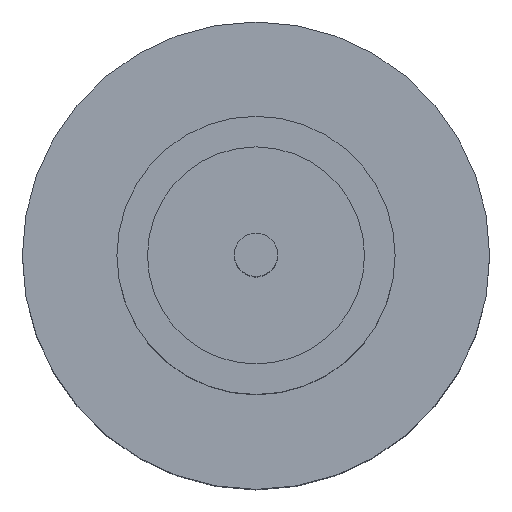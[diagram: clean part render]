
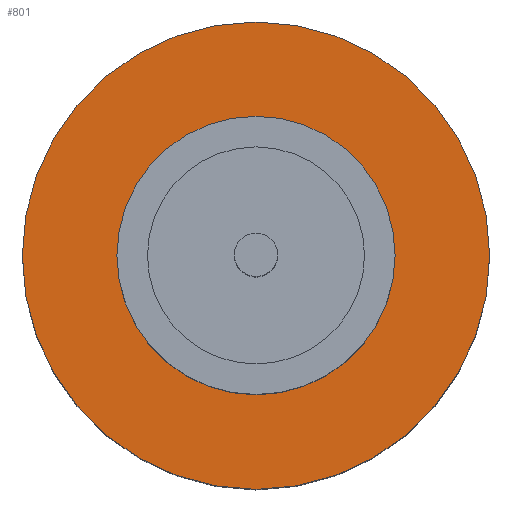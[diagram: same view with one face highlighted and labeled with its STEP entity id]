
A CAD part, top view. The second image highlights one B-rep face of the part: STEP entity #801.
In plain terms, the highlighted planar face has unit normal (0, 0, 1).
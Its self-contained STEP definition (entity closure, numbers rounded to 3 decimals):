
#3 = ORIENTED_EDGE ( 'NONE', *, *, #902, .T. ) ;
#5 = PLANE ( 'NONE',  #609 ) ;
#13 = CIRCLE ( 'NONE', #402, 2.1 ) ;
#42 = ORIENTED_EDGE ( 'NONE', *, *, #385, .F. ) ;
#59 = ORIENTED_EDGE ( 'NONE', *, *, #428, .T. ) ;
#113 = DIRECTION ( 'NONE',  ( 1., 0., 0. ) ) ;
#119 = DIRECTION ( 'NONE',  ( 1., 0., 0. ) ) ;
#120 = AXIS2_PLACEMENT_3D ( 'NONE', #485, #410, #479 ) ;
#169 = DIRECTION ( 'NONE',  ( 1., 0., 0. ) ) ;
#177 = EDGE_CURVE ( 'NONE', #601, #745, #856, .T. ) ;
#255 = CIRCLE ( 'NONE', #285, 2.1 ) ;
#271 = DIRECTION ( 'NONE',  ( 0., 0., 1. ) ) ;
#285 = AXIS2_PLACEMENT_3D ( 'NONE', #497, #271, #119 ) ;
#328 = DIRECTION ( 'NONE',  ( 1., 0., 0. ) ) ;
#385 = EDGE_CURVE ( 'NONE', #745, #601, #780, .T. ) ;
#402 = AXIS2_PLACEMENT_3D ( 'NONE', #850, #555, #113 ) ;
#410 = DIRECTION ( 'NONE',  ( 0., 0., 1. ) ) ;
#428 = EDGE_CURVE ( 'NONE', #870, #572, #255, .T. ) ;
#458 = EDGE_LOOP ( 'NONE', ( #59, #3 ) ) ;
#479 = DIRECTION ( 'NONE',  ( 1., 0., 0. ) ) ;
#485 = CARTESIAN_POINT ( 'NONE',  ( 0., 0., 1.55 ) ) ;
#487 = DIRECTION ( 'NONE',  ( 0., 0., 1. ) ) ;
#490 = AXIS2_PLACEMENT_3D ( 'NONE', #683, #541, #169 ) ;
#497 = CARTESIAN_POINT ( 'NONE',  ( 0., 0., 1.55 ) ) ;
#524 = CARTESIAN_POINT ( 'NONE',  ( 0., 0., 1.55 ) ) ;
#533 = FACE_BOUND ( 'NONE', #591, .T. ) ;
#541 = DIRECTION ( 'NONE',  ( 0., 0., 1. ) ) ;
#555 = DIRECTION ( 'NONE',  ( 0., 0., 1. ) ) ;
#572 = VERTEX_POINT ( 'NONE', #950 ) ;
#591 = EDGE_LOOP ( 'NONE', ( #42, #951 ) ) ;
#601 = VERTEX_POINT ( 'NONE', #724 ) ;
#602 = CARTESIAN_POINT ( 'NONE',  ( -2.1, 0., 1.55 ) ) ;
#609 = AXIS2_PLACEMENT_3D ( 'NONE', #524, #487, #328 ) ;
#683 = CARTESIAN_POINT ( 'NONE',  ( 0., 0., 1.55 ) ) ;
#724 = CARTESIAN_POINT ( 'NONE',  ( -1.25, 0., 1.55 ) ) ;
#745 = VERTEX_POINT ( 'NONE', #825 ) ;
#780 = CIRCLE ( 'NONE', #120, 1.25 ) ;
#801 = ADVANCED_FACE ( 'NONE', ( #533, #943 ), #5, .T. ) ;
#825 = CARTESIAN_POINT ( 'NONE',  ( 1.25, 0., 1.55 ) ) ;
#850 = CARTESIAN_POINT ( 'NONE',  ( 0., 0., 1.55 ) ) ;
#856 = CIRCLE ( 'NONE', #490, 1.25 ) ;
#870 = VERTEX_POINT ( 'NONE', #602 ) ;
#902 = EDGE_CURVE ( 'NONE', #572, #870, #13, .T. ) ;
#943 = FACE_OUTER_BOUND ( 'NONE', #458, .T. ) ;
#950 = CARTESIAN_POINT ( 'NONE',  ( 2.1, 0., 1.55 ) ) ;
#951 = ORIENTED_EDGE ( 'NONE', *, *, #177, .F. ) ;
